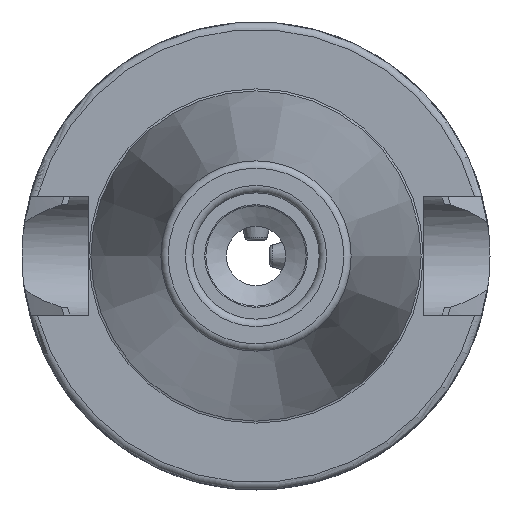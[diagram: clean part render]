
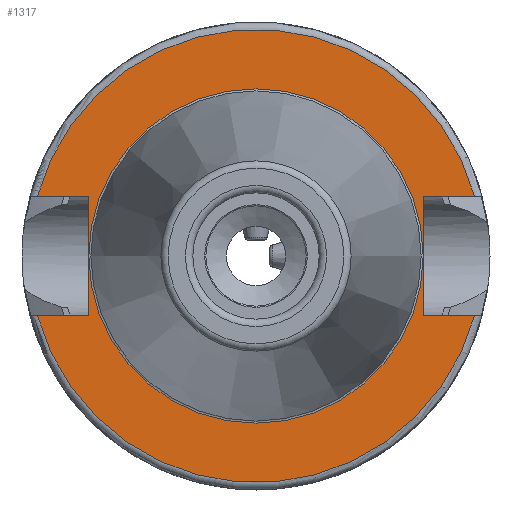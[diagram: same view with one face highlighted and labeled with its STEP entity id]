
A CAD part, left-side view. The second image highlights one B-rep face of the part: STEP entity #1317.
In plain terms, the highlighted planar face has unit normal (-1, 0, 0).
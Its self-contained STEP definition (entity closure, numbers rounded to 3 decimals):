
#87=FACE_BOUND('',#261,.T.);
#103=PLANE('',#1515);
#176=FACE_OUTER_BOUND('',#260,.T.);
#260=EDGE_LOOP('',(#1107,#1108,#1109,#1110,#1111,#1112,#1113,#1114));
#261=EDGE_LOOP('',(#1115));
#322=LINE('',#2331,#405);
#326=LINE('',#2339,#409);
#329=LINE('',#2359,#412);
#340=LINE('',#2459,#423);
#343=LINE('',#2480,#426);
#345=LINE('',#2483,#428);
#405=VECTOR('',#1720,10.);
#409=VECTOR('',#1726,10.);
#412=VECTOR('',#1731,10.);
#423=VECTOR('',#1786,10.);
#426=VECTOR('',#1791,10.);
#428=VECTOR('',#1795,10.);
#505=CIRCLE('',#1492,30.5);
#517=CIRCLE('',#1514,22.5);
#518=CIRCLE('',#1516,30.5);
#599=VERTEX_POINT('',#2319);
#600=VERTEX_POINT('',#2330);
#602=VERTEX_POINT('',#2336);
#603=VERTEX_POINT('',#2338);
#618=VERTEX_POINT('',#2419);
#625=VERTEX_POINT('',#2456);
#626=VERTEX_POINT('',#2458);
#630=VERTEX_POINT('',#2479);
#638=VERTEX_POINT('',#2509);
#745=EDGE_CURVE('',#600,#599,#322,.T.);
#749=EDGE_CURVE('',#603,#602,#326,.T.);
#754=EDGE_CURVE('',#602,#600,#329,.T.);
#774=EDGE_CURVE('',#603,#618,#505,.T.);
#784=EDGE_CURVE('',#626,#625,#340,.T.);
#789=EDGE_CURVE('',#630,#618,#343,.T.);
#791=EDGE_CURVE('',#625,#630,#345,.T.);
#805=EDGE_CURVE('',#638,#638,#517,.T.);
#806=EDGE_CURVE('',#626,#599,#518,.T.);
#1107=ORIENTED_EDGE('',*,*,#745,.T.);
#1108=ORIENTED_EDGE('',*,*,#806,.F.);
#1109=ORIENTED_EDGE('',*,*,#784,.T.);
#1110=ORIENTED_EDGE('',*,*,#791,.T.);
#1111=ORIENTED_EDGE('',*,*,#789,.T.);
#1112=ORIENTED_EDGE('',*,*,#774,.F.);
#1113=ORIENTED_EDGE('',*,*,#749,.T.);
#1114=ORIENTED_EDGE('',*,*,#754,.T.);
#1115=ORIENTED_EDGE('',*,*,#805,.T.);
#1317=ADVANCED_FACE('',(#176,#87),#103,.T.);
#1492=AXIS2_PLACEMENT_3D('',#2420,#1773,#1774);
#1514=AXIS2_PLACEMENT_3D('',#2511,#1831,#1832);
#1515=AXIS2_PLACEMENT_3D('',#2512,#1833,#1834);
#1516=AXIS2_PLACEMENT_3D('',#2513,#1835,#1836);
#1720=DIRECTION('',(0.,-1.,0.));
#1726=DIRECTION('',(0.,1.,0.));
#1731=DIRECTION('',(0.,0.,1.));
#1773=DIRECTION('center_axis',(1.,0.,0.));
#1774=DIRECTION('ref_axis',(0.,0.,-1.));
#1786=DIRECTION('',(0.,-1.,0.));
#1791=DIRECTION('',(0.,1.,0.));
#1795=DIRECTION('',(0.,0.,-1.));
#1831=DIRECTION('center_axis',(1.,0.,0.));
#1832=DIRECTION('ref_axis',(0.,0.,-1.));
#1833=DIRECTION('center_axis',(-1.,0.,0.));
#1834=DIRECTION('ref_axis',(0.,0.,1.));
#1835=DIRECTION('center_axis',(1.,0.,0.));
#1836=DIRECTION('ref_axis',(0.,0.,-1.));
#2319=CARTESIAN_POINT('',(2.,-29.418,8.05));
#2330=CARTESIAN_POINT('',(2.,-22.6,8.05));
#2331=CARTESIAN_POINT('',(2.,3.95,8.05));
#2336=CARTESIAN_POINT('',(2.,-22.6,-8.05));
#2338=CARTESIAN_POINT('',(2.,-29.418,-8.05));
#2339=CARTESIAN_POINT('',(2.,3.95,-8.05));
#2359=CARTESIAN_POINT('',(2.,-22.6,0.));
#2419=CARTESIAN_POINT('',(2.,29.418,-8.05));
#2420=CARTESIAN_POINT('Origin',(2.,0.,0.));
#2456=CARTESIAN_POINT('',(2.,22.6,8.05));
#2458=CARTESIAN_POINT('',(2.,29.418,8.05));
#2459=CARTESIAN_POINT('',(2.,26.55,8.05));
#2479=CARTESIAN_POINT('',(2.,22.6,-8.05));
#2480=CARTESIAN_POINT('',(2.,26.55,-8.05));
#2483=CARTESIAN_POINT('',(2.,22.6,0.));
#2509=CARTESIAN_POINT('',(2.,0.,22.5));
#2511=CARTESIAN_POINT('Origin',(2.,0.,0.));
#2512=CARTESIAN_POINT('Origin',(2.,30.5,0.));
#2513=CARTESIAN_POINT('Origin',(2.,0.,0.));
